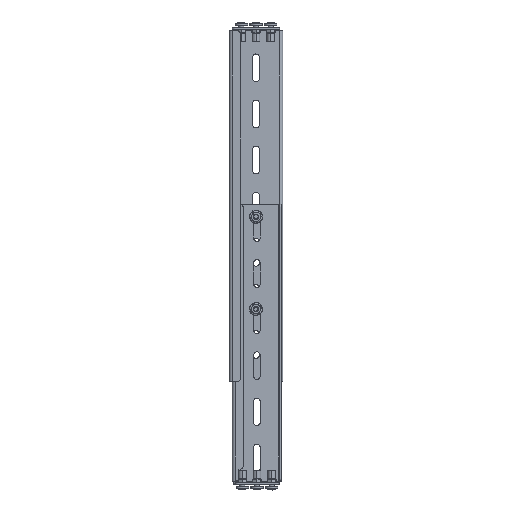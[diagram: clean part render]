
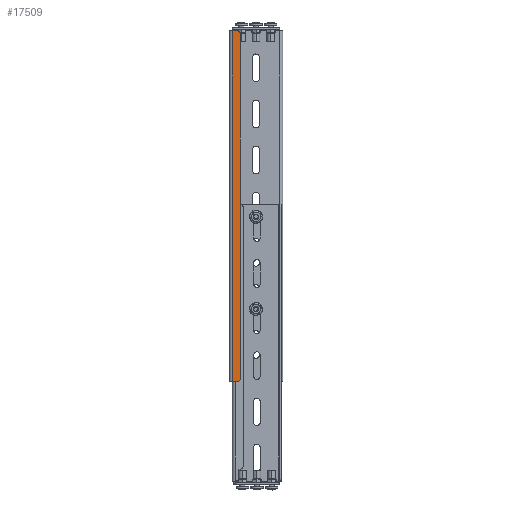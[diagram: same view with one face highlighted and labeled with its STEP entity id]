
A CAD part, left-side view. The second image highlights one B-rep face of the part: STEP entity #17509.
In plain terms, the highlighted face is planar.
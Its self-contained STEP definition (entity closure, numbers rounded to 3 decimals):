
#126 = CARTESIAN_POINT ( 'NONE',  ( 190., 27., -22. ) ) ;
#197 = CARTESIAN_POINT ( 'NONE',  ( 190., 17., -22. ) ) ;
#244 = CARTESIAN_POINT ( 'NONE',  ( -190., 20., -22. ) ) ;
#992 = EDGE_CURVE ( 'NONE', #11870, #14277, #5454, .T. ) ;
#1036 = ORIENTED_EDGE ( 'NONE', *, *, #18652, .T. ) ;
#1225 = EDGE_CURVE ( 'NONE', #18313, #2922, #17437, .T. ) ;
#1274 = CARTESIAN_POINT ( 'NONE',  ( -187., 17., -22. ) ) ;
#1461 = DIRECTION ( 'NONE',  ( 1., 0., 0. ) ) ;
#1488 = LINE ( 'NONE', #126, #12529 ) ;
#1606 = VECTOR ( 'NONE', #9594, 1000. ) ;
#1689 = DIRECTION ( 'NONE',  ( 1., 0., 0. ) ) ;
#1975 = CARTESIAN_POINT ( 'NONE',  ( 187., 20., -22. ) ) ;
#2922 = VERTEX_POINT ( 'NONE', #7177 ) ;
#3427 = DIRECTION ( 'NONE',  ( 0., 1., 0. ) ) ;
#3802 = ORIENTED_EDGE ( 'NONE', *, *, #15368, .F. ) ;
#3992 = AXIS2_PLACEMENT_3D ( 'NONE', #1975, #12029, #3427 ) ;
#4543 = CARTESIAN_POINT ( 'NONE',  ( 190., 25.5, -22. ) ) ;
#5418 = AXIS2_PLACEMENT_3D ( 'NONE', #16369, #7758, #17834 ) ;
#5454 = LINE ( 'NONE', #16769, #1606 ) ;
#5455 = EDGE_LOOP ( 'NONE', ( #6230, #5470, #8613, #10523, #3802, #1036 ) ) ;
#5470 = ORIENTED_EDGE ( 'NONE', *, *, #7642, .T. ) ;
#5496 = CIRCLE ( 'NONE', #7119, 3. ) ;
#6083 = DIRECTION ( 'NONE',  ( 0., 0., -1. ) ) ;
#6230 = ORIENTED_EDGE ( 'NONE', *, *, #1225, .F. ) ;
#6506 = VERTEX_POINT ( 'NONE', #4543 ) ;
#7119 = AXIS2_PLACEMENT_3D ( 'NONE', #14688, #6083, #16150 ) ;
#7177 = CARTESIAN_POINT ( 'NONE',  ( 187., 17., -22. ) ) ;
#7642 = EDGE_CURVE ( 'NONE', #18313, #14277, #5496, .T. ) ;
#7758 = DIRECTION ( 'NONE',  ( 0., 0., -1. ) ) ;
#8198 = CIRCLE ( 'NONE', #3992, 3. ) ;
#8613 = ORIENTED_EDGE ( 'NONE', *, *, #992, .F. ) ;
#9594 = DIRECTION ( 'NONE',  ( 0., -1., 0. ) ) ;
#9978 = CARTESIAN_POINT ( 'NONE',  ( 190., 20., -22. ) ) ;
#10523 = ORIENTED_EDGE ( 'NONE', *, *, #15964, .T. ) ;
#10918 = FACE_OUTER_BOUND ( 'NONE', #5455, .T. ) ;
#11870 = VERTEX_POINT ( 'NONE', #16063 ) ;
#12029 = DIRECTION ( 'NONE',  ( 0., 0., -1. ) ) ;
#12529 = VECTOR ( 'NONE', #14524, 1000. ) ;
#12957 = CARTESIAN_POINT ( 'NONE',  ( 190., 25.5, -22. ) ) ;
#13583 = VECTOR ( 'NONE', #1689, 1000. ) ;
#13837 = PLANE ( 'NONE',  #5418 ) ;
#14146 = VERTEX_POINT ( 'NONE', #9978 ) ;
#14277 = VERTEX_POINT ( 'NONE', #244 ) ;
#14524 = DIRECTION ( 'NONE',  ( 0., 1., 0. ) ) ;
#14688 = CARTESIAN_POINT ( 'NONE',  ( -187., 20., -22. ) ) ;
#15368 = EDGE_CURVE ( 'NONE', #14146, #6506, #1488, .T. ) ;
#15964 = EDGE_CURVE ( 'NONE', #11870, #6506, #18417, .T. ) ;
#16063 = CARTESIAN_POINT ( 'NONE',  ( -190., 25.5, -22. ) ) ;
#16150 = DIRECTION ( 'NONE',  ( 0., 1., 0. ) ) ;
#16369 = CARTESIAN_POINT ( 'NONE',  ( 190., 27., -22. ) ) ;
#16769 = CARTESIAN_POINT ( 'NONE',  ( -190., 17., -22. ) ) ;
#17437 = LINE ( 'NONE', #197, #13583 ) ;
#17509 = ADVANCED_FACE ( 'NONE', ( #10918 ), #13837, .T. ) ;
#17834 = DIRECTION ( 'NONE',  ( 0., 1., 0. ) ) ;
#17962 = VECTOR ( 'NONE', #1461, 1000. ) ;
#18313 = VERTEX_POINT ( 'NONE', #1274 ) ;
#18417 = LINE ( 'NONE', #12957, #17962 ) ;
#18652 = EDGE_CURVE ( 'NONE', #14146, #2922, #8198, .T. ) ;
